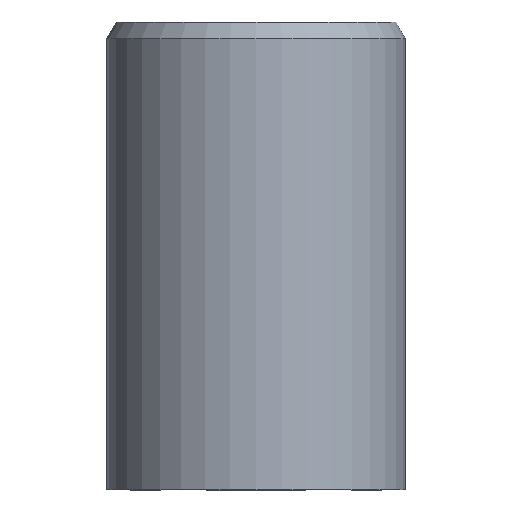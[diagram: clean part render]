
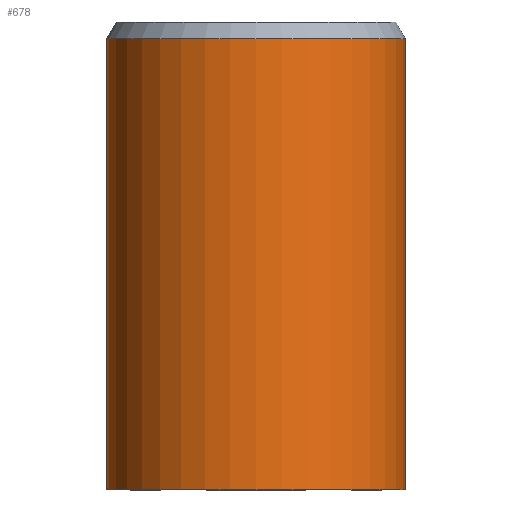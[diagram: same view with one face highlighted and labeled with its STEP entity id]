
A CAD part, front view. The second image highlights one B-rep face of the part: STEP entity #678.
In plain terms, the highlighted cylindrical face has radius 45 mm (diameter 90 mm), a partial arc.
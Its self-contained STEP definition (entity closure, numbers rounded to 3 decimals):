
#24 = DIRECTION ( 'NONE',  ( 0., 0., 1. ) ) ;
#47 = DIRECTION ( 'NONE',  ( 1., 0., 0. ) ) ;
#92 = CARTESIAN_POINT ( 'NONE',  ( -100.852, 8.839, 72.608 ) ) ;
#127 = ORIENTED_EDGE ( 'NONE', *, *, #475, .T. ) ;
#160 = VERTEX_POINT ( 'NONE', #948 ) ;
#198 = FACE_OUTER_BOUND ( 'NONE', #465, .T. ) ;
#239 = CIRCLE ( 'NONE', #1078, 45. ) ;
#241 = ORIENTED_EDGE ( 'NONE', *, *, #491, .T. ) ;
#252 = CARTESIAN_POINT ( 'NONE',  ( -145.852, 8.839, -63.392 ) ) ;
#343 = DIRECTION ( 'NONE',  ( 0., 0., 1. ) ) ;
#389 = EDGE_CURVE ( 'NONE', #1040, #999, #1183, .T. ) ;
#414 = CARTESIAN_POINT ( 'NONE',  ( -100.852, 8.839, -63.392 ) ) ;
#444 = CARTESIAN_POINT ( 'NONE',  ( -55.852, 8.839, 19.5 ) ) ;
#465 = EDGE_LOOP ( 'NONE', ( #1285, #241, #1062, #127 ) ) ;
#475 = EDGE_CURVE ( 'NONE', #999, #160, #239, .T. ) ;
#491 = EDGE_CURVE ( 'NONE', #749, #1040, #1120, .T. ) ;
#574 = AXIS2_PLACEMENT_3D ( 'NONE', #414, #24, #47 ) ;
#581 = VECTOR ( 'NONE', #1135, 1000. ) ;
#654 = LINE ( 'NONE', #947, #581 ) ;
#678 = ADVANCED_FACE ( 'NONE', ( #198 ), #915, .T. ) ;
#749 = VERTEX_POINT ( 'NONE', #252 ) ;
#812 = CARTESIAN_POINT ( 'NONE',  ( -55.852, 8.839, -63.392 ) ) ;
#830 = AXIS2_PLACEMENT_3D ( 'NONE', #1262, #1275, #1097 ) ;
#832 = DIRECTION ( 'NONE',  ( -1., 0., 0. ) ) ;
#845 = VECTOR ( 'NONE', #343, 1000. ) ;
#915 = CYLINDRICAL_SURFACE ( 'NONE', #830, 45. ) ;
#947 = CARTESIAN_POINT ( 'NONE',  ( -145.852, 8.839, 19.5 ) ) ;
#948 = CARTESIAN_POINT ( 'NONE',  ( -145.852, 8.839, 72.608 ) ) ;
#999 = VERTEX_POINT ( 'NONE', #1138 ) ;
#1040 = VERTEX_POINT ( 'NONE', #812 ) ;
#1062 = ORIENTED_EDGE ( 'NONE', *, *, #389, .T. ) ;
#1078 = AXIS2_PLACEMENT_3D ( 'NONE', #92, #1271, #832 ) ;
#1097 = DIRECTION ( 'NONE',  ( 1., 0., 0. ) ) ;
#1120 = CIRCLE ( 'NONE', #574, 45. ) ;
#1135 = DIRECTION ( 'NONE',  ( 0., 0., 1. ) ) ;
#1138 = CARTESIAN_POINT ( 'NONE',  ( -55.852, 8.839, 72.608 ) ) ;
#1183 = LINE ( 'NONE', #444, #845 ) ;
#1185 = EDGE_CURVE ( 'NONE', #749, #160, #654, .T. ) ;
#1262 = CARTESIAN_POINT ( 'NONE',  ( -100.852, 8.839, 19.5 ) ) ;
#1271 = DIRECTION ( 'NONE',  ( 0., 0., -1. ) ) ;
#1275 = DIRECTION ( 'NONE',  ( 0., 0., 1. ) ) ;
#1285 = ORIENTED_EDGE ( 'NONE', *, *, #1185, .F. ) ;
